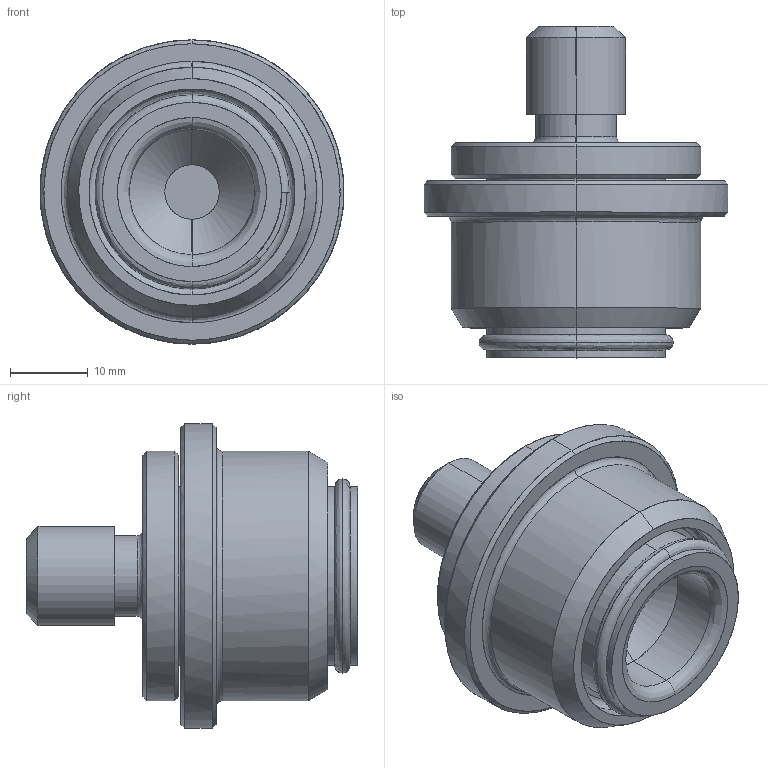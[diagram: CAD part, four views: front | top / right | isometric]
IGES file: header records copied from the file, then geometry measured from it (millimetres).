
Start section: SolidWorks IGES file using NURBS representation for surfaces
Global section: file name: ALBA 302.IGS; native system: SolidWorks 2007; preprocessor: SolidWorks 2007; author: user; date: 080827.061504; units: inch
Bounding box: 38.96 x 42.55 x 39.01 mm (x, y, z)
Surface area: 9845.6 mm2 (no closed solid volume)
Topology: 0 solids, 0 shells, 64 faces, 1040 edges, 1040 vertices
Faces by surface type: bspline 64
